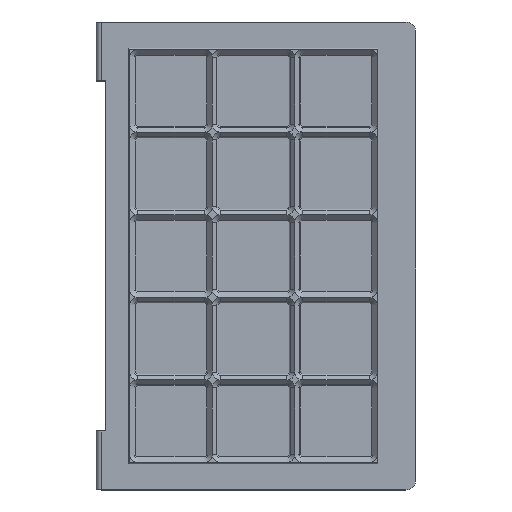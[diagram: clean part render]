
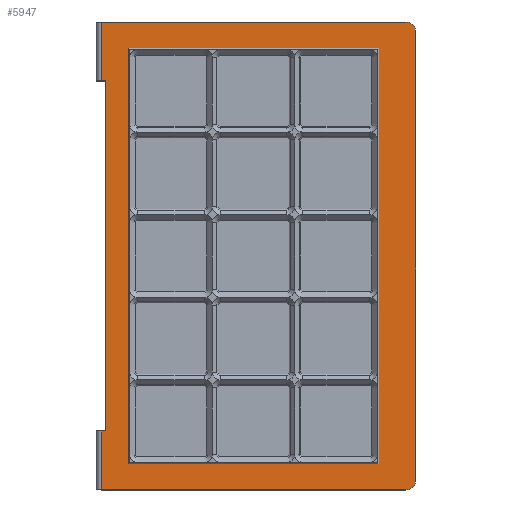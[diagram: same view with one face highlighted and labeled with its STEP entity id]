
A CAD part, top view. The second image highlights one B-rep face of the part: STEP entity #5947.
In plain terms, the highlighted planar face has unit normal (0, 0, 1).
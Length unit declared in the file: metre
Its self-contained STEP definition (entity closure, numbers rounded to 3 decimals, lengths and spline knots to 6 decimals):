
#199=CIRCLE('',#6382,0.005);
#200=CIRCLE('',#6383,0.005);
#453=ORIENTED_EDGE('',*,*,#2229,.T.);
#454=ORIENTED_EDGE('',*,*,#2230,.T.);
#455=ORIENTED_EDGE('',*,*,#2231,.T.);
#456=ORIENTED_EDGE('',*,*,#2232,.T.);
#457=ORIENTED_EDGE('',*,*,#2233,.T.);
#458=ORIENTED_EDGE('',*,*,#2234,.T.);
#459=ORIENTED_EDGE('',*,*,#2235,.F.);
#460=ORIENTED_EDGE('',*,*,#2236,.T.);
#461=ORIENTED_EDGE('',*,*,#2237,.T.);
#462=ORIENTED_EDGE('',*,*,#2238,.T.);
#463=ORIENTED_EDGE('',*,*,#2239,.F.);
#464=ORIENTED_EDGE('',*,*,#2240,.F.);
#465=ORIENTED_EDGE('',*,*,#2241,.T.);
#466=ORIENTED_EDGE('',*,*,#2242,.T.);
#2229=EDGE_CURVE('',#3117,#3118,#3589,.T.);
#2230=EDGE_CURVE('',#3118,#3119,#3590,.T.);
#2231=EDGE_CURVE('',#3119,#3120,#3591,.T.);
#2232=EDGE_CURVE('',#3120,#3117,#3592,.T.);
#2233=EDGE_CURVE('',#3121,#3122,#3593,.T.);
#2234=EDGE_CURVE('',#3122,#3123,#199,.T.);
#2235=EDGE_CURVE('',#3124,#3123,#3594,.T.);
#2236=EDGE_CURVE('',#3124,#3125,#3595,.T.);
#2237=EDGE_CURVE('',#3125,#3126,#3596,.T.);
#2238=EDGE_CURVE('',#3126,#3127,#3597,.T.);
#2239=EDGE_CURVE('',#3128,#3127,#3598,.T.);
#2240=EDGE_CURVE('',#3129,#3128,#3599,.T.);
#2241=EDGE_CURVE('',#3129,#3130,#3600,.T.);
#2242=EDGE_CURVE('',#3130,#3121,#200,.T.);
#3117=VERTEX_POINT('',#9045);
#3118=VERTEX_POINT('',#9046);
#3119=VERTEX_POINT('',#9048);
#3120=VERTEX_POINT('',#9050);
#3121=VERTEX_POINT('',#9053);
#3122=VERTEX_POINT('',#9054);
#3123=VERTEX_POINT('',#9056);
#3124=VERTEX_POINT('',#9058);
#3125=VERTEX_POINT('',#9060);
#3126=VERTEX_POINT('',#9062);
#3127=VERTEX_POINT('',#9064);
#3128=VERTEX_POINT('',#9066);
#3129=VERTEX_POINT('',#9068);
#3130=VERTEX_POINT('',#9070);
#3589=LINE('',#9044,#4223);
#3590=LINE('',#9047,#4224);
#3591=LINE('',#9049,#4225);
#3592=LINE('',#9051,#4226);
#3593=LINE('',#9052,#4227);
#3594=LINE('',#9057,#4228);
#3595=LINE('',#9059,#4229);
#3596=LINE('',#9061,#4230);
#3597=LINE('',#9063,#4231);
#3598=LINE('',#9065,#4232);
#3599=LINE('',#9067,#4233);
#3600=LINE('',#9069,#4234);
#4223=VECTOR('',#7060,1.);
#4224=VECTOR('',#7061,1.);
#4225=VECTOR('',#7062,1.);
#4226=VECTOR('',#7063,1.);
#4227=VECTOR('',#7064,1.);
#4228=VECTOR('',#7067,1.);
#4229=VECTOR('',#7068,1.);
#4230=VECTOR('',#7069,1.);
#4231=VECTOR('',#7070,1.);
#4232=VECTOR('',#7071,1.);
#4233=VECTOR('',#7072,1.);
#4234=VECTOR('',#7073,1.);
#4857=EDGE_LOOP('',(#453,#454,#455,#456));
#4858=EDGE_LOOP('',(#457,#458,#459,#460,#461,#462,#463,#464,#465,#466));
#5285=FACE_BOUND('',#4857,.T.);
#5286=FACE_BOUND('',#4858,.T.);
#5713=PLANE('',#6381);
#5947=ADVANCED_FACE('',(#5285,#5286),#5713,.T.);
#6381=AXIS2_PLACEMENT_3D('',#9043,#7058,#7059);
#6382=AXIS2_PLACEMENT_3D('',#9055,#7065,#7066);
#6383=AXIS2_PLACEMENT_3D('',#9071,#7074,#7075);
#7058=DIRECTION('',(0.,0.,1.));
#7059=DIRECTION('',(1.,0.,0.));
#7060=DIRECTION('',(1.,0.,0.));
#7061=DIRECTION('',(0.,-1.,0.));
#7062=DIRECTION('',(-1.,0.,0.));
#7063=DIRECTION('',(0.,1.,0.));
#7064=DIRECTION('',(0.,1.,0.));
#7065=DIRECTION('',(0.,0.,1.));
#7066=DIRECTION('',(1.,0.,0.));
#7067=DIRECTION('',(1.,0.,0.));
#7068=DIRECTION('',(0.,-1.,0.));
#7069=DIRECTION('',(1.,0.,0.));
#7070=DIRECTION('',(0.,-1.,0.));
#7071=DIRECTION('',(1.,0.,0.));
#7072=DIRECTION('',(0.,1.,0.));
#7073=DIRECTION('',(1.,0.,0.));
#7074=DIRECTION('',(0.,0.,1.));
#7075=DIRECTION('',(1.,0.,0.));
#9043=CARTESIAN_POINT('',(0.086,-0.119,0.0025));
#9044=CARTESIAN_POINT('',(0.1465,0.1056,0.0025));
#9045=CARTESIAN_POINT('',(0.0199,0.1056,0.0025));
#9046=CARTESIAN_POINT('',(0.1471,0.1056,0.0025));
#9047=CARTESIAN_POINT('',(0.1471,-0.119,0.0025));
#9048=CARTESIAN_POINT('',(0.1471,-0.1056,0.0025));
#9049=CARTESIAN_POINT('',(0.086,-0.1056,0.0025));
#9050=CARTESIAN_POINT('',(0.0199,-0.1056,0.0025));
#9051=CARTESIAN_POINT('',(0.0199,0.105,0.0025));
#9052=CARTESIAN_POINT('',(0.166,-0.119,0.0025));
#9053=CARTESIAN_POINT('',(0.166,-0.114,0.0025));
#9054=CARTESIAN_POINT('',(0.166,0.114,0.0025));
#9055=CARTESIAN_POINT('',(0.161,0.114,0.0025));
#9056=CARTESIAN_POINT('',(0.161,0.119,0.0025));
#9057=CARTESIAN_POINT('',(0.086,0.119,0.0025));
#9058=CARTESIAN_POINT('',(0.006,0.119,0.0025));
#9059=CARTESIAN_POINT('',(0.006,0.119,0.0025));
#9060=CARTESIAN_POINT('',(0.006,0.089,0.0025));
#9061=CARTESIAN_POINT('',(0.086,0.089,0.0025));
#9062=CARTESIAN_POINT('',(0.008449,0.089,0.0025));
#9063=CARTESIAN_POINT('',(0.008449,0.,0.0025));
#9064=CARTESIAN_POINT('',(0.008449,-0.089,0.0025));
#9065=CARTESIAN_POINT('',(0.086,-0.089,0.0025));
#9066=CARTESIAN_POINT('',(0.006,-0.089,0.0025));
#9067=CARTESIAN_POINT('',(0.006,-0.119,0.0025));
#9068=CARTESIAN_POINT('',(0.006,-0.119,0.0025));
#9069=CARTESIAN_POINT('',(0.086,-0.119,0.0025));
#9070=CARTESIAN_POINT('',(0.161,-0.119,0.0025));
#9071=CARTESIAN_POINT('',(0.161,-0.114,0.0025));
